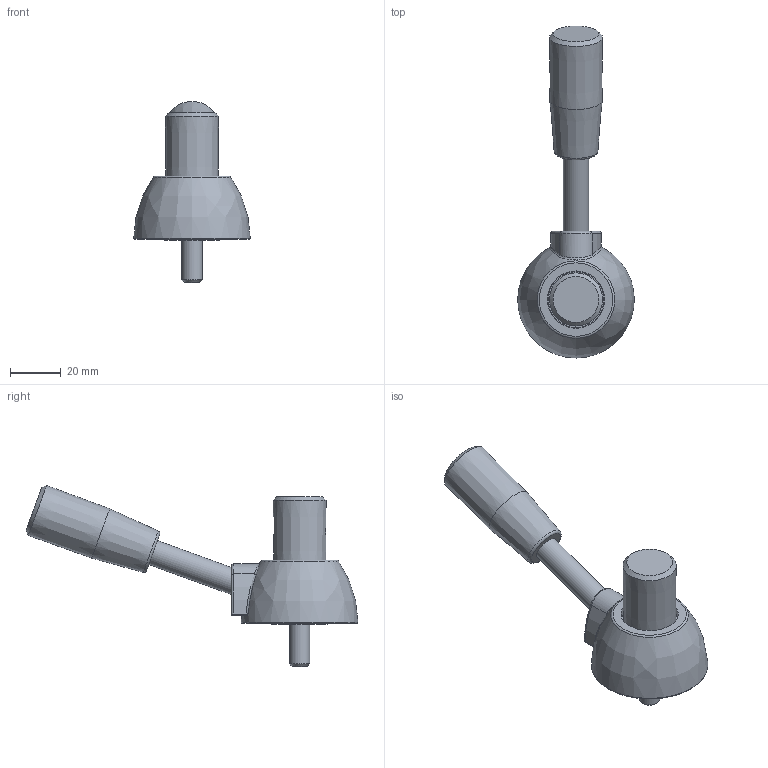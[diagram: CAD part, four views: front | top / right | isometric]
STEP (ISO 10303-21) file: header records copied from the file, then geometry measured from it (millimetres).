
FILE_DESCRIPTION( ( 'Unknown' ), '1' );
FILE_NAME( '6337120_LM46-P15.stp', 'Unknown', ( 'Unknown' ), ( 'Unknown' ), 'XStep 1.0', 'Unknown', ' ' );
FILE_SCHEMA( ( 'CONFIG_CONTROL_DESIGN' ) );
Length unit declared in the file: millimetre
Products named in the file (5): Assem1; 6136013_MC21x50; 1833401; 1831125; LM
Bounding box: 45.99 x 130.91 x 71.43 mm (x, y, z)
Volume: 81346.9 mm3; surface area: 39858.5 mm2
Topology: 8 solids, 8 shells, 164 faces, 360 edges, 232 vertices
Faces by surface type: plane 68, cylinder 44, bspline 20, cone 18, torus 14
Full cylindrical faces by diameter (mm): 6 x4, 6.8 x4, 8 x4, 10 x4, 15 x2, 22 x4, 22.6 x2, 26.594 x2, 40.716 x2
Entity records: 3084 total; most frequent: CARTESIAN_POINT 1257, DIRECTION 338, ORIENTED_EDGE 278, AXIS2_PLACEMENT_3D 147, EDGE_CURVE 139, EDGE_LOOP 125, VERTEX_POINT 105, FACE_OUTER_BOUND 101
